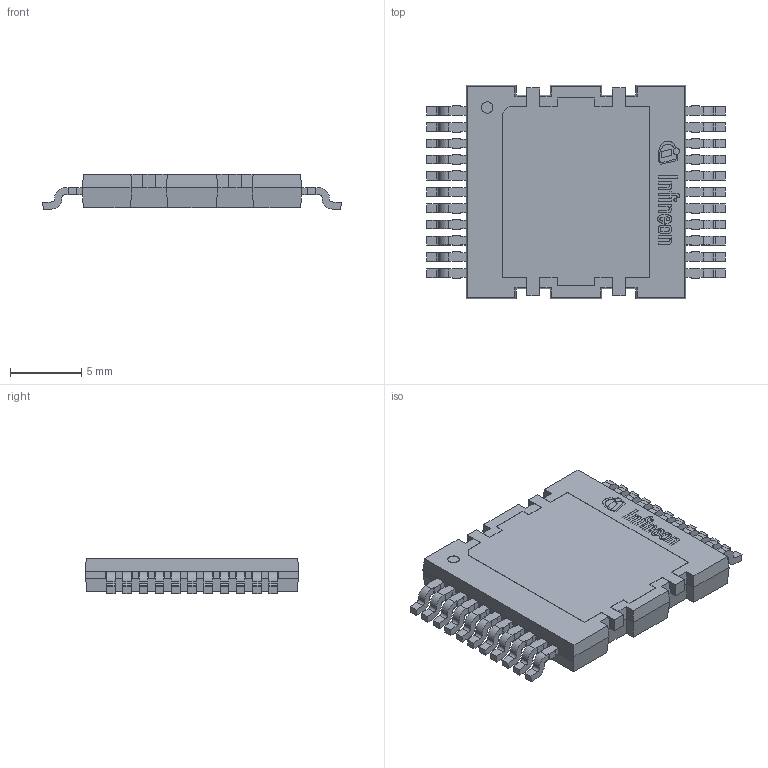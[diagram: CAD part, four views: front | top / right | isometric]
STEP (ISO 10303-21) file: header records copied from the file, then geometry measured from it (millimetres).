
FILE_DESCRIPTION(/* description */ (''),/* implementation_level */ '2;1');
FILE_NAME(/* name */ 'PG-HDSOP-22-1_Z8B00184117_V06_3D.stp',/* time_stamp */ '2024-08-09T18:06:46+05:30',/* author */ ('sivamani'),/* organization */ (''),/* preprocessor_version */ 'ST-DEVELOPER v19.2',/* originating_system */ 'AutoCAD Mechanical',/* authorisation */ '');
FILE_SCHEMA (('AUTOMOTIVE_DESIGN { 1 0 10303 214 3 1 1 }'));
Length unit declared in the file: millimetre
Products named in the file (1): Product
Bounding box: 20.96 x 15 x 2.5 mm (x, y, z)
Volume: 542.9 mm3; surface area: 1142.1 mm2
Topology: 37 solids, 37 shells, 727 faces, 1908 edges, 1260 vertices
Faces by surface type: plane 599, cylinder 102, bspline 18, torus 8
Full cylindrical faces by diameter (mm): 0.22 x1, 0.458 x1
Entity records: 22376 total; most frequent: CARTESIAN_POINT 4644, ORIENTED_EDGE 3816, DIRECTION 3418, EDGE_CURVE 1908, LINE 1558, VECTOR 1558, VERTEX_POINT 1260, AXIS2_PLACEMENT_3D 930
